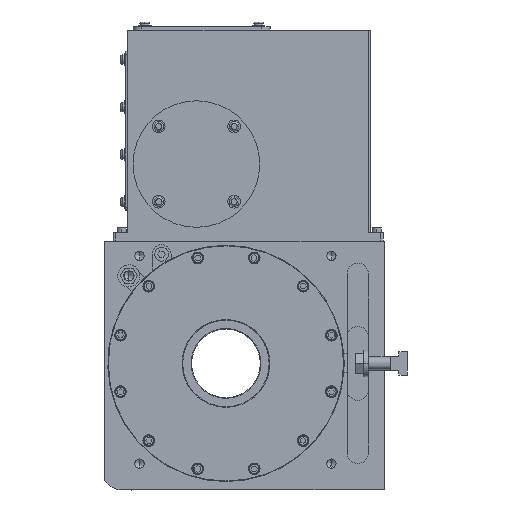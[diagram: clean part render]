
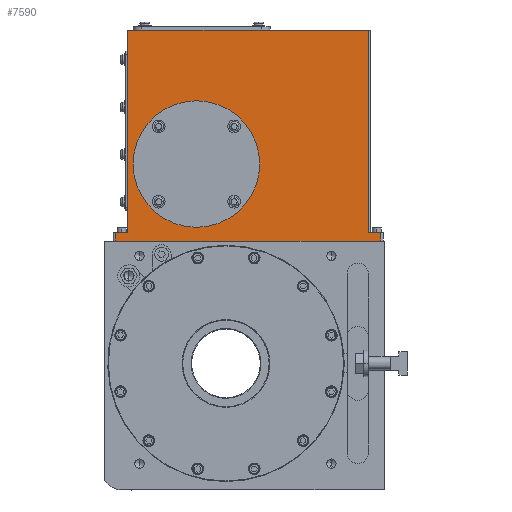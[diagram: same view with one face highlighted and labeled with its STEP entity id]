
A CAD part, left-side view. The second image highlights one B-rep face of the part: STEP entity #7590.
In plain terms, the highlighted planar face has unit normal (-1, 0, 0).
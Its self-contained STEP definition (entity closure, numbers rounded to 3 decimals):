
#1405 = VERTEX_POINT ( 'NONE', #41284 ) ;
#4837 = PLANE ( 'NONE',  #109380 ) ;
#7590 = ADVANCED_FACE ( 'NONE', ( #104434 ), #4837, .F. ) ;
#9154 = VECTOR ( 'NONE', #26804, 1000. ) ;
#10155 = CARTESIAN_POINT ( 'NONE',  ( 0.5, 105., 124. ) ) ;
#10595 = VECTOR ( 'NONE', #121814, 1000. ) ;
#13942 = VERTEX_POINT ( 'NONE', #85720 ) ;
#14893 = LINE ( 'NONE', #143148, #81384 ) ;
#23267 = EDGE_CURVE ( 'NONE', #157978, #1405, #134721, .T. ) ;
#24077 = CARTESIAN_POINT ( 'NONE',  ( 0.5, -135., 124. ) ) ;
#25924 = DIRECTION ( 'NONE',  ( 0., -1., 0. ) ) ;
#26804 = DIRECTION ( 'NONE',  ( 0., -1., 0. ) ) ;
#26858 = LINE ( 'NONE', #104827, #128632 ) ;
#31483 = ORIENTED_EDGE ( 'NONE', *, *, #59370, .T. ) ;
#32376 = ORIENTED_EDGE ( 'NONE', *, *, #23267, .T. ) ;
#33031 = VECTOR ( 'NONE', #164595, 1000. ) ;
#35079 = LINE ( 'NONE', #146576, #171974 ) ;
#41284 = CARTESIAN_POINT ( 'NONE',  ( 0.5, 105., 116. ) ) ;
#44225 = CARTESIAN_POINT ( 'NONE',  ( 0.5, 93., 124. ) ) ;
#44428 = LINE ( 'NONE', #105701, #9154 ) ;
#45477 = DIRECTION ( 'NONE',  ( 0., -1., 0. ) ) ;
#45984 = CARTESIAN_POINT ( 'NONE',  ( 0.5, -149., 124. ) ) ;
#48698 = CARTESIAN_POINT ( 'NONE',  ( 0.5, -147., 124. ) ) ;
#49712 = VECTOR ( 'NONE', #81950, 1000. ) ;
#50051 = EDGE_CURVE ( 'NONE', #74185, #144929, #151779, .T. ) ;
#59370 = EDGE_CURVE ( 'NONE', #154486, #131634, #14893, .T. ) ;
#59375 = DIRECTION ( 'NONE',  ( 0., 1., 0. ) ) ;
#63687 = DIRECTION ( 'NONE',  ( 0., 0., 1. ) ) ;
#68699 = ORIENTED_EDGE ( 'NONE', *, *, #90330, .T. ) ;
#68993 = VERTEX_POINT ( 'NONE', #44225 ) ;
#71092 = CARTESIAN_POINT ( 'NONE',  ( 0.5, -137., 316. ) ) ;
#74185 = VERTEX_POINT ( 'NONE', #24077 ) ;
#80764 = LINE ( 'NONE', #71092, #111810 ) ;
#81384 = VECTOR ( 'NONE', #63687, 1000. ) ;
#81950 = DIRECTION ( 'NONE',  ( 0., 0., -1. ) ) ;
#85068 = LINE ( 'NONE', #134705, #49712 ) ;
#85687 = CARTESIAN_POINT ( 'NONE',  ( 0.5, 105., 124. ) ) ;
#85720 = CARTESIAN_POINT ( 'NONE',  ( 0.5, 93., 316. ) ) ;
#90330 = EDGE_CURVE ( 'NONE', #13942, #68993, #85068, .T. ) ;
#91268 = ORIENTED_EDGE ( 'NONE', *, *, #121805, .T. ) ;
#95607 = ORIENTED_EDGE ( 'NONE', *, *, #137070, .F. ) ;
#104434 = FACE_OUTER_BOUND ( 'NONE', #159862, .T. ) ;
#104827 = CARTESIAN_POINT ( 'NONE',  ( 0.5, -149., 124. ) ) ;
#105701 = CARTESIAN_POINT ( 'NONE',  ( 0.5, -149., 124. ) ) ;
#107188 = DIRECTION ( 'NONE',  ( 0., -1., 0. ) ) ;
#108499 = CARTESIAN_POINT ( 'NONE',  ( 0.5, -135., 124. ) ) ;
#109380 = AXIS2_PLACEMENT_3D ( 'NONE', #45984, #138838, #59375 ) ;
#111810 = VECTOR ( 'NONE', #45477, 1000. ) ;
#111845 = EDGE_CURVE ( 'NONE', #74185, #131634, #44428, .T. ) ;
#117323 = CARTESIAN_POINT ( 'NONE',  ( 0.5, -135., 316. ) ) ;
#121805 = EDGE_CURVE ( 'NONE', #1405, #154486, #35079, .T. ) ;
#121814 = DIRECTION ( 'NONE',  ( 0., 0., 1. ) ) ;
#123049 = CARTESIAN_POINT ( 'NONE',  ( 0.5, -147., 116. ) ) ;
#128632 = VECTOR ( 'NONE', #25924, 1000. ) ;
#131634 = VERTEX_POINT ( 'NONE', #48698 ) ;
#134705 = CARTESIAN_POINT ( 'NONE',  ( 0.5, 93., 316. ) ) ;
#134721 = LINE ( 'NONE', #85687, #33031 ) ;
#136641 = ORIENTED_EDGE ( 'NONE', *, *, #150999, .F. ) ;
#137070 = EDGE_CURVE ( 'NONE', #157978, #68993, #26858, .T. ) ;
#138838 = DIRECTION ( 'NONE',  ( 1., 0., 0. ) ) ;
#143148 = CARTESIAN_POINT ( 'NONE',  ( 0.5, -147., 124. ) ) ;
#144929 = VERTEX_POINT ( 'NONE', #117323 ) ;
#146576 = CARTESIAN_POINT ( 'NONE',  ( 0.5, -149., 116. ) ) ;
#148335 = ORIENTED_EDGE ( 'NONE', *, *, #50051, .T. ) ;
#150999 = EDGE_CURVE ( 'NONE', #13942, #144929, #80764, .T. ) ;
#151779 = LINE ( 'NONE', #108499, #10595 ) ;
#154486 = VERTEX_POINT ( 'NONE', #123049 ) ;
#156100 = ORIENTED_EDGE ( 'NONE', *, *, #111845, .F. ) ;
#157978 = VERTEX_POINT ( 'NONE', #10155 ) ;
#159862 = EDGE_LOOP ( 'NONE', ( #156100, #148335, #136641, #68699, #95607, #32376, #91268, #31483 ) ) ;
#164595 = DIRECTION ( 'NONE',  ( 0., 0., -1. ) ) ;
#171974 = VECTOR ( 'NONE', #107188, 1000. ) ;
